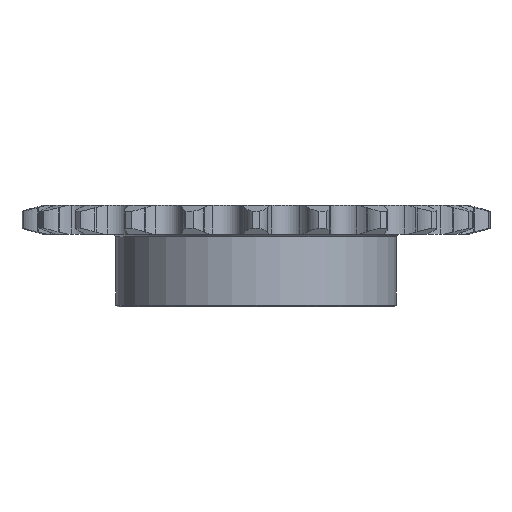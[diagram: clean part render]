
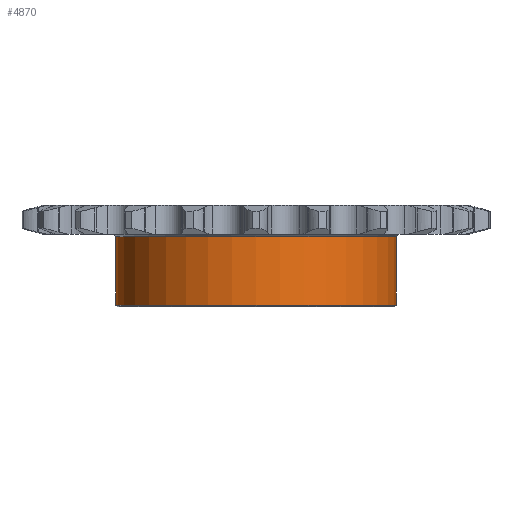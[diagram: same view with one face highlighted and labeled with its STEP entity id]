
A CAD part, front view. The second image highlights one B-rep face of the part: STEP entity #4870.
In plain terms, the highlighted cylindrical face has radius 14.262 mm (diameter 28.524 mm), a partial arc.
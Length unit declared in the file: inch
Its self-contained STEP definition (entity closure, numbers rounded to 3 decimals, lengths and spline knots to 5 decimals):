
#155 = CIRCLE ( 'NONE', #7699, 0.5615 ) ;
#895 = FACE_OUTER_BOUND ( 'NONE', #3319, .T. ) ;
#999 = VECTOR ( 'NONE', #2045, 39.37008 ) ;
#1126 = LINE ( 'NONE', #2216, #1127 ) ;
#1127 = VECTOR ( 'NONE', #1789, 39.37008 ) ;
#1231 = CIRCLE ( 'NONE', #7554, 0.5615 ) ;
#1789 = DIRECTION ( 'NONE',  ( 0., 0., 1. ) ) ;
#2041 = CARTESIAN_POINT ( 'NONE',  ( 0.5615, 0., -0.405 ) ) ;
#2045 = DIRECTION ( 'NONE',  ( 0., 0., 1. ) ) ;
#2216 = CARTESIAN_POINT ( 'NONE',  ( -0.5615, 0., -0.405 ) ) ;
#2816 = CARTESIAN_POINT ( 'NONE',  ( -0.5615, 0., -0.399 ) ) ;
#3030 = CARTESIAN_POINT ( 'NONE',  ( 0.5615, 0., -0.125 ) ) ;
#3111 = CARTESIAN_POINT ( 'NONE',  ( 0.5615, 0., -0.399 ) ) ;
#3319 = EDGE_LOOP ( 'NONE', ( #8600, #8601, #8602, #8603 ) ) ;
#3510 = DIRECTION ( 'NONE',  ( 0., 0., -1. ) ) ;
#3947 = DIRECTION ( 'NONE',  ( 1., 0., 0. ) ) ;
#4070 = CARTESIAN_POINT ( 'NONE',  ( -0.5615, 0., -0.125 ) ) ;
#4304 = DIRECTION ( 'NONE',  ( 0., 0., 1. ) ) ;
#4343 = DIRECTION ( 'NONE',  ( -1., 0., 0. ) ) ;
#4549 = CARTESIAN_POINT ( 'NONE',  ( 0., 0., -0.125 ) ) ;
#4613 = CARTESIAN_POINT ( 'NONE',  ( 0., 0., -0.399 ) ) ;
#4870 = ADVANCED_FACE ( 'NONE', ( #895 ), #8572, .T. ) ;
#5408 = EDGE_CURVE ( 'NONE', #6552, #6867, #6430, .T. ) ;
#5524 = EDGE_CURVE ( 'NONE', #6518, #7173, #1126, .T. ) ;
#6430 = LINE ( 'NONE', #2041, #999 ) ;
#6518 = VERTEX_POINT ( 'NONE', #2816 ) ;
#6552 = VERTEX_POINT ( 'NONE', #3111 ) ;
#6867 = VERTEX_POINT ( 'NONE', #3030 ) ;
#7144 = CARTESIAN_POINT ( 'NONE',  ( 0., 0., -0.405 ) ) ;
#7173 = VERTEX_POINT ( 'NONE', #4070 ) ;
#7226 = DIRECTION ( 'NONE',  ( 0., 0., 1. ) ) ;
#7340 = DIRECTION ( 'NONE',  ( 1., 0., 0. ) ) ;
#7456 = EDGE_CURVE ( 'NONE', #6518, #6552, #1231, .T. ) ;
#7554 = AXIS2_PLACEMENT_3D ( 'NONE', #4613, #4304, #3947 ) ;
#7699 = AXIS2_PLACEMENT_3D ( 'NONE', #4549, #3510, #4343 ) ;
#7967 = EDGE_CURVE ( 'NONE', #6867, #7173, #155, .T. ) ;
#8202 = AXIS2_PLACEMENT_3D ( 'NONE', #7144, #7226, #7340 ) ;
#8572 = CYLINDRICAL_SURFACE ( 'NONE', #8202, 0.5615 ) ;
#8600 = ORIENTED_EDGE ( 'NONE', *, *, #5524, .F. ) ;
#8601 = ORIENTED_EDGE ( 'NONE', *, *, #7456, .T. ) ;
#8602 = ORIENTED_EDGE ( 'NONE', *, *, #5408, .T. ) ;
#8603 = ORIENTED_EDGE ( 'NONE', *, *, #7967, .T. ) ;
